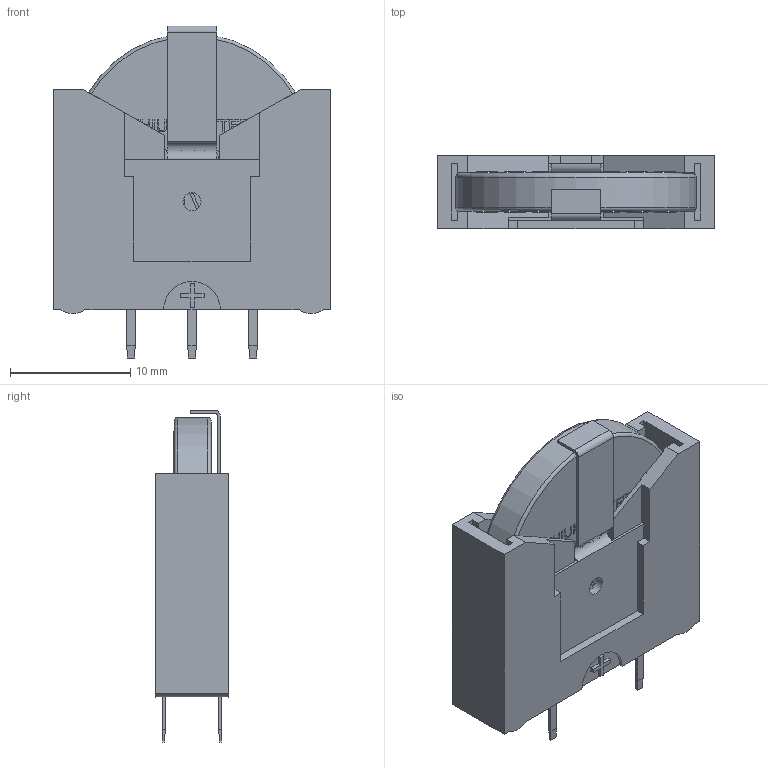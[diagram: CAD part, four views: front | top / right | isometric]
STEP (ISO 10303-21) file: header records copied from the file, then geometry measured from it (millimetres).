
FILE_DESCRIPTION(/* description */ ('Unknown'),/* implementation_level */ '2;1');
FILE_NAME(/* name */ 'BATTERY_inHOLDER',/* time_stamp */ '2020-01-15T14:52:50+02:00',/* author */ ('Unknown'),/* organization */ ('Unknown'),/* preprocessor_version */ 'ST-DEVELOPER v16.7',/* originating_system */ 'DEX',/* authorisation */ $);
FILE_SCHEMA (('AUTOMOTIVE_DESIGN {1 0 10303 214 3 1 1}'));
Length unit declared in the file: millimetre
Products named in the file (3): BATTERY_inHOLDER; Battery_Holder; Battery_CR2032
Assembly tree (2 placements, depth 2):
  BATTERY_inHOLDER
    Battery_Holder
    Battery_CR2032
Bounding box: 23 x 6.1 x 27.6 mm (x, y, z)
Volume: 2162 mm3; surface area: 3285.1 mm2
Topology: 2 solids, 2 shells, 437 faces, 1262 edges, 878 vertices
Faces by surface type: plane 339, bspline 75, cylinder 20, torus 3
Full cylindrical faces by diameter (mm): 1.5 x2, 20 x1
Entity records: 21511 total; most frequent: CARTESIAN_POINT 7521, ORIENTED_EDGE 2504, DIRECTION 1750, EDGE_CURVE 1252, LINE 928, VECTOR 928, VERTEX_POINT 876, EDGE_LOOP 510
